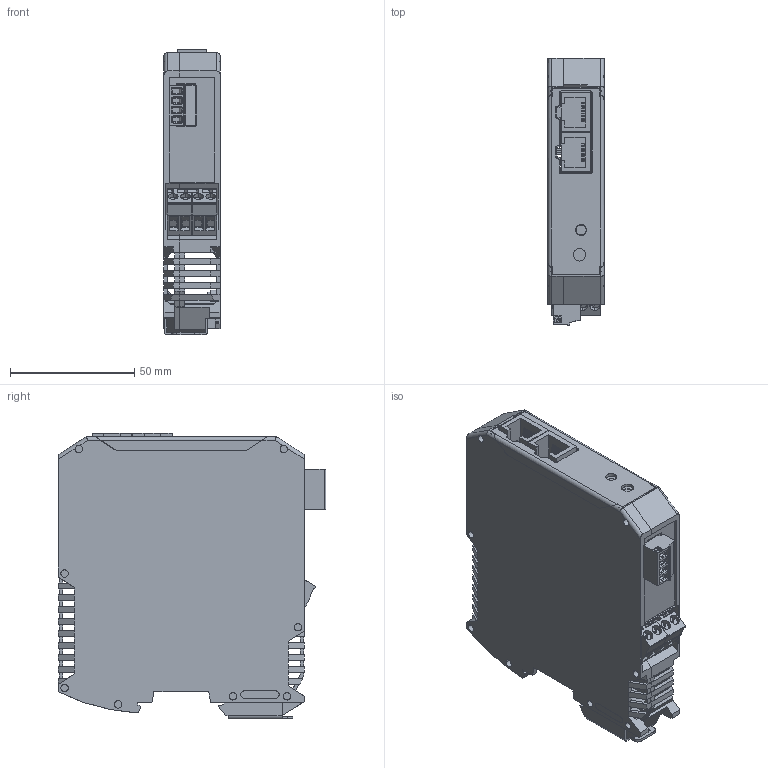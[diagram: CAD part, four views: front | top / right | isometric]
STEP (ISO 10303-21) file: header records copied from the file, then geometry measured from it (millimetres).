
FILE_DESCRIPTION(/* description */ ('Alibre Inc.'),/* implementation_level */ '2;1');
FILE_NAME(/* name */ 'export-B4122FDE-74B9-4AFD-86AD-5F56D65656EC',/* time_stamp */ '2020-09-15T11:36:27+02:00',/* author */ (''),/* organization */ (''),/* preprocessor_version */ 'ST-DEVELOPER v17',/* originating_system */ 'Alibre',/* authorisation */ '');
FILE_SCHEMA (('AUTOMOTIVE_DESIGN'));
Length unit declared in the file: millimetre
Products named in the file (21): ID_1; mc_1.5-4-st-3.81
Bounding box: 22.6 x 107.6 x 115.05 mm (x, y, z)
Volume: 56614.7 mm3; surface area: 81616.3 mm2
Topology: 32 solids, 32 shells, 2431 faces, 6611 edges, 4285 vertices
Faces by surface type: plane 1797, cylinder 556, cone 34, torus 28, sphere 16
Full cylindrical faces by diameter (mm): 2.08 x12, 2.1 x24, 4 x3, 4.5 x1, 5 x4
Entity records: 75288 total; most frequent: CARTESIAN_POINT 17488, ORIENTED_EDGE 12556, DIRECTION 9673, EDGE_CURVE 6277, VECTOR 4868, LINE 4868, VERTEX_POINT 4103, AXIS2_PLACEMENT_3D 3247
